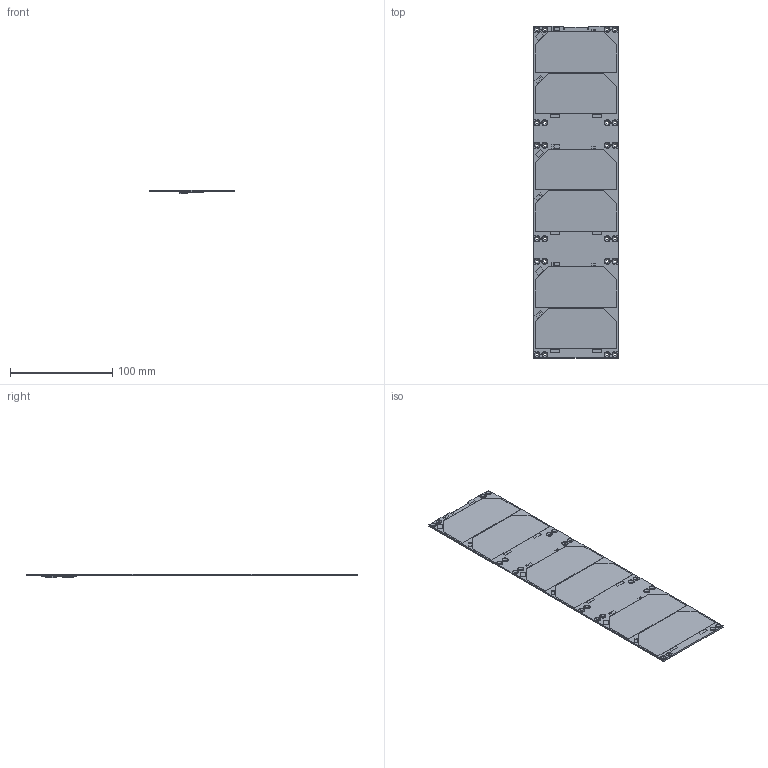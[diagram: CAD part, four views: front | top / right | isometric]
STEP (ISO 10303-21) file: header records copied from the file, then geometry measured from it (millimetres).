
FILE_DESCRIPTION((''),'2;1');
FILE_NAME('ISIS_ISPA_1_5_201_ASS_SW0001','2017-06-30T',('jmig'),(''),'PRO/ENGINEER BY PARAMETRIC TECHNOLOGY CORPORATION, 2015110','PRO/ENGINEER BY PARAMETRIC TECHNOLOGY CORPORATION, 2015110','');
FILE_SCHEMA(('AUTOMOTIVE_DESIGN { 1 0 10303 214 1 1 1 1 }'));
Length unit declared in the file: millimetre
Products named in the file (1): ISIS_ISPA_1_5_201_ASS_SW0001
Bounding box: 82.6 x 325 x 3.87 mm (x, y, z)
Volume: 46577.1 mm3; surface area: 55491.4 mm2
Topology: 1 solids, 1 shells, 468 faces, 1178 edges, 750 vertices
Faces by surface type: plane 324, cylinder 90, cone 54
Entity records: 15287 total; most frequent: CARTESIAN_POINT 2471, DIRECTION 2361, ORIENTED_EDGE 2356, EDGE_CURVE 1178, VECTOR 938, LINE 938, VERTEX_POINT 750, AXIS2_PLACEMENT_3D 710
